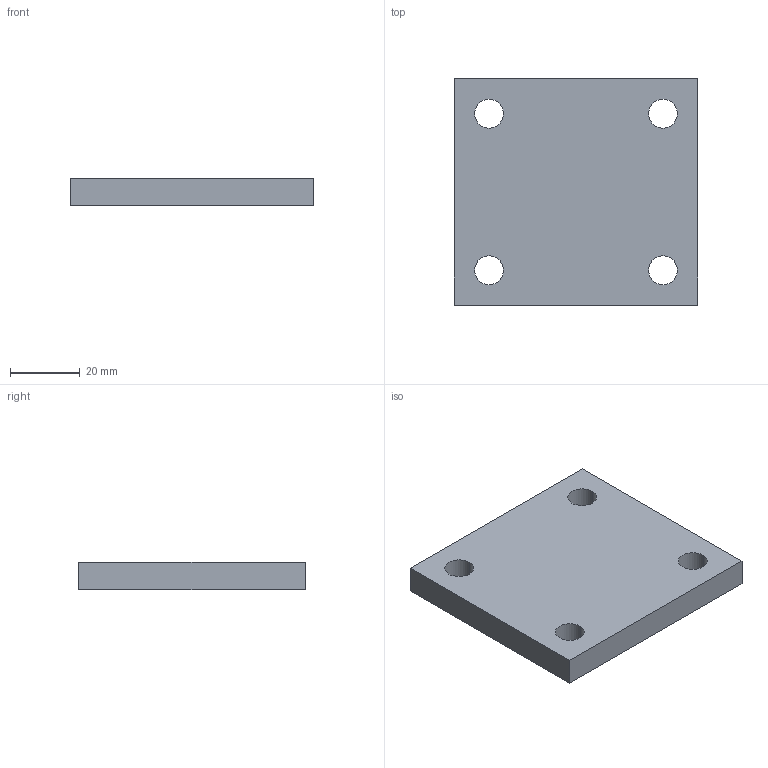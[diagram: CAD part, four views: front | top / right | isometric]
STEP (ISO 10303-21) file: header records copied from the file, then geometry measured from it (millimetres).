
FILE_DESCRIPTION((''),'2;1');
FILE_NAME('616P4.stp','2005-09-29T15:04:47',('CAD'),(''),'Autodesk Inventor 8','Autodesk Inventor 8','');
FILE_SCHEMA(('AUTOMOTIVE_DESIGN { 1 0 10303 214 1 1 1 1 }'));
Length unit declared in the file: millimetre
Products named in the file (1): 616-25E1
Bounding box: 70 x 65 x 8 mm (x, y, z)
Volume: 34668.8 mm3; surface area: 11661.4 mm2
Topology: 1 solids, 1 shells, 14 faces, 36 edges, 24 vertices
Faces by surface type: bspline 8, plane 6
Entity records: 579 total; most frequent: CARTESIAN_POINT 211, ORIENTED_EDGE 72, DIRECTION 66, EDGE_CURVE 36, VERTEX_POINT 24, AXIS2_PLACEMENT_3D 23, EDGE_LOOP 22, VECTOR 20
